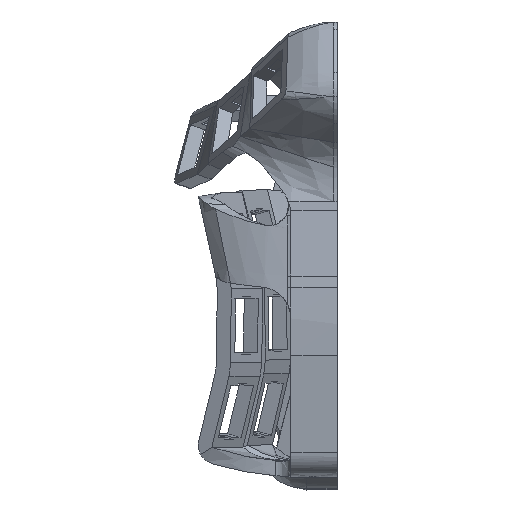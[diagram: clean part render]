
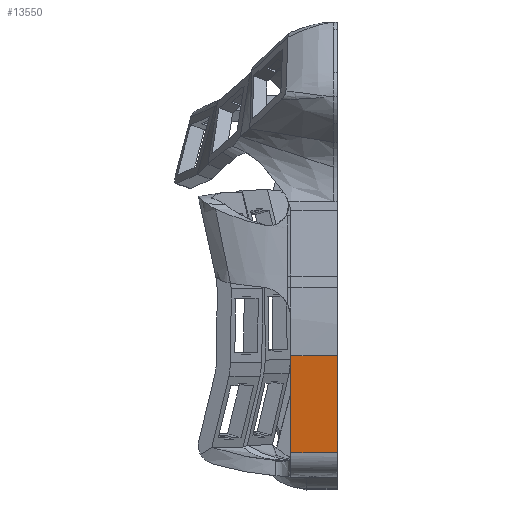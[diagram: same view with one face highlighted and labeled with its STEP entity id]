
A CAD part, left-side view. The second image highlights one B-rep face of the part: STEP entity #13550.
In plain terms, the highlighted planar face has unit normal (-0.993, 0, -0.119).
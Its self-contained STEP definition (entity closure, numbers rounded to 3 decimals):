
#215=PLANE('',#14100);
#705=LINE('',#19036,#2100);
#861=LINE('',#22734,#2256);
#1015=LINE('',#28539,#2410);
#1016=LINE('',#28540,#2411);
#2100=VECTOR('',#14648,10.);
#2256=VECTOR('',#14990,10.);
#2410=VECTOR('',#15178,10.);
#2411=VECTOR('',#15179,10.);
#3689=FACE_OUTER_BOUND('',#4418,.T.);
#4418=EDGE_LOOP('',(#10679,#10680,#10681,#10682));
#5712=VERTEX_POINT('',#19021);
#5713=VERTEX_POINT('',#19035);
#5992=VERTEX_POINT('',#22717);
#6242=VERTEX_POINT('',#28538);
#7155=EDGE_CURVE('',#5712,#5713,#705,.T.);
#7530=EDGE_CURVE('',#5992,#5712,#861,.T.);
#7889=EDGE_CURVE('',#6242,#5992,#1015,.T.);
#7890=EDGE_CURVE('',#6242,#5713,#1016,.T.);
#10679=ORIENTED_EDGE('',*,*,#7155,.F.);
#10680=ORIENTED_EDGE('',*,*,#7530,.F.);
#10681=ORIENTED_EDGE('',*,*,#7889,.F.);
#10682=ORIENTED_EDGE('',*,*,#7890,.T.);
#13550=ADVANCED_FACE('',(#3689),#215,.T.);
#14100=AXIS2_PLACEMENT_3D('',#28537,#15176,#15177);
#14648=DIRECTION('',(-0.119,0.,0.993));
#14990=DIRECTION('',(0.,1.,0.));
#15176=DIRECTION('center_axis',(-0.993,0.,-0.119));
#15177=DIRECTION('ref_axis',(0.119,0.,-0.993));
#15178=DIRECTION('',(0.119,0.,-0.993));
#15179=DIRECTION('',(0.,1.,0.));
#19021=CARTESIAN_POINT('',(-99.789,4.,-60.335));
#19035=CARTESIAN_POINT('',(-102.789,4.,-35.335));
#19036=CARTESIAN_POINT('',(-102.789,4.,-35.335));
#22717=CARTESIAN_POINT('',(-99.789,-8.,-60.335));
#22734=CARTESIAN_POINT('',(-99.789,0.,-60.335));
#28537=CARTESIAN_POINT('Origin',(-102.789,0.,-35.335));
#28538=CARTESIAN_POINT('',(-102.789,-8.,-35.335));
#28539=CARTESIAN_POINT('',(-102.789,-8.,-35.335));
#28540=CARTESIAN_POINT('',(-102.789,0.,-35.335));
